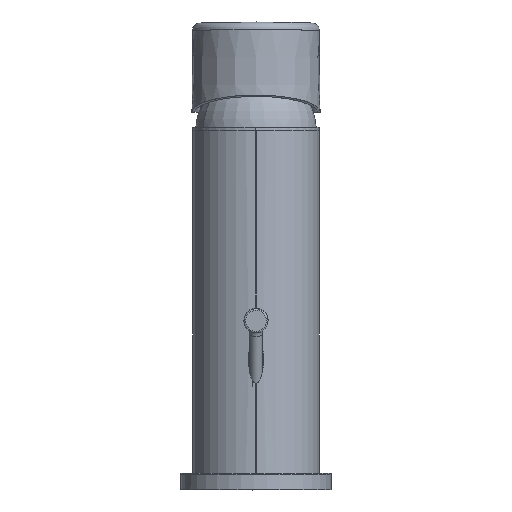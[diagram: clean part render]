
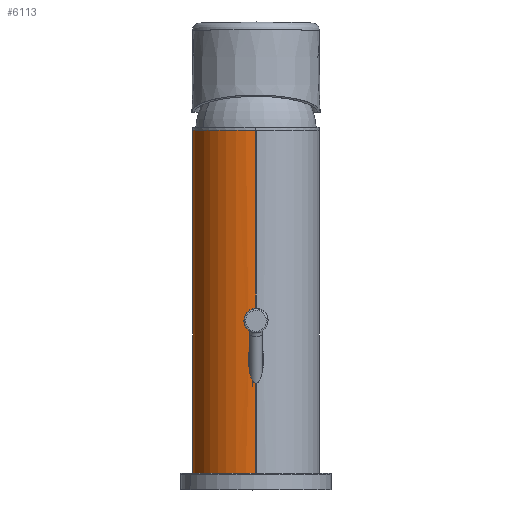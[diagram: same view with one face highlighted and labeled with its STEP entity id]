
A CAD part, left-side view. The second image highlights one B-rep face of the part: STEP entity #6113.
In plain terms, the highlighted cylindrical face has radius 21 mm (diameter 42 mm), a partial arc.
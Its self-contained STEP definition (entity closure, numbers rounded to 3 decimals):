
#6004=CARTESIAN_POINT('Axis2P3D Location',(0.,0.,58.011)) ;
#6010=CARTESIAN_POINT('Control Point',(-21.,0.,46.614)) ;
#6011=CARTESIAN_POINT('Control Point',(-21.,0.,114.)) ;
#6012=CARTESIAN_POINT('Vertex',(-21.,0.,46.614)) ;
#6014=CARTESIAN_POINT('Vertex',(-21.,0.,114.)) ;
#6017=CARTESIAN_POINT('Axis2P3D Location',(0.,0.,114.)) ;
#6021=CARTESIAN_POINT('Vertex',(1.041,20.974,114.)) ;
#6024=CARTESIAN_POINT('Line Origine',(1.041,20.974,57.)) ;
#6028=CARTESIAN_POINT('Vertex',(1.041,20.974,53.517)) ;
#6031=CARTESIAN_POINT('Line Origine',(1.041,20.974,57.)) ;
#6035=CARTESIAN_POINT('Vertex',(1.041,20.974,53.01)) ;
#6038=CARTESIAN_POINT('Line Origine',(1.041,20.974,57.)) ;
#6042=CARTESIAN_POINT('Vertex',(1.041,20.974,53.)) ;
#6045=CARTESIAN_POINT('Line Origine',(1.041,20.974,57.)) ;
#6049=CARTESIAN_POINT('Vertex',(1.041,20.974,0.)) ;
#6052=CARTESIAN_POINT('Axis2P3D Location',(0.,0.,0.)) ;
#6056=CARTESIAN_POINT('Vertex',(-21.,0.,0.)) ;
#6060=CARTESIAN_POINT('Control Point',(-21.,0.,0.)) ;
#6061=CARTESIAN_POINT('Control Point',(-21.,0.,29.986)) ;
#6062=CARTESIAN_POINT('Vertex',(-21.,0.,29.986)) ;
#6066=CARTESIAN_POINT('Control Point',(-21.,0.,29.986)) ;
#6067=CARTESIAN_POINT('Control Point',(-21.,0.314,29.986)) ;
#6068=CARTESIAN_POINT('Control Point',(-20.994,0.627,30.142)) ;
#6069=CARTESIAN_POINT('Control Point',(-20.984,0.84,30.38)) ;
#6070=CARTESIAN_POINT('Control Point',(-20.975,1.035,30.628)) ;
#6071=CARTESIAN_POINT('Control Point',(-20.966,1.199,30.895)) ;
#6072=CARTESIAN_POINT('Vertex',(-20.966,1.199,30.895)) ;
#6076=CARTESIAN_POINT('Control Point',(-21.,0.,46.614)) ;
#6077=CARTESIAN_POINT('Control Point',(-21.,0.122,46.614)) ;
#6078=CARTESIAN_POINT('Control Point',(-20.999,0.244,46.586)) ;
#6079=CARTESIAN_POINT('Control Point',(-20.997,0.356,46.532)) ;
#6080=CARTESIAN_POINT('Control Point',(-20.992,0.632,46.348)) ;
#6081=CARTESIAN_POINT('Control Point',(-20.983,0.846,46.089)) ;
#6082=CARTESIAN_POINT('Control Point',(-20.978,0.963,45.918)) ;
#6083=CARTESIAN_POINT('Control Point',(-20.963,1.265,45.404)) ;
#6084=CARTESIAN_POINT('Control Point',(-20.948,1.488,44.849)) ;
#6085=CARTESIAN_POINT('Control Point',(-20.938,1.614,44.483)) ;
#6086=CARTESIAN_POINT('Control Point',(-20.913,1.921,43.454)) ;
#6087=CARTESIAN_POINT('Control Point',(-20.892,2.131,42.398)) ;
#6088=CARTESIAN_POINT('Control Point',(-20.881,2.239,41.721)) ;
#6089=CARTESIAN_POINT('Control Point',(-20.86,2.423,40.23)) ;
#6090=CARTESIAN_POINT('Control Point',(-20.85,2.503,38.729)) ;
#6091=CARTESIAN_POINT('Control Point',(-20.849,2.518,37.915)) ;
#6092=CARTESIAN_POINT('Control Point',(-20.852,2.493,36.47)) ;
#6093=CARTESIAN_POINT('Control Point',(-20.867,2.362,35.032)) ;
#6094=CARTESIAN_POINT('Control Point',(-20.876,2.283,34.407)) ;
#6095=CARTESIAN_POINT('Control Point',(-20.896,2.098,33.304)) ;
#6096=CARTESIAN_POINT('Control Point',(-20.923,1.8,32.227)) ;
#6097=CARTESIAN_POINT('Control Point',(-20.937,1.642,31.768)) ;
#6098=CARTESIAN_POINT('Control Point',(-20.951,1.453,31.312)) ;
#6099=CARTESIAN_POINT('Control Point',(-20.966,1.199,30.895)) ;
#6026=VECTOR('Line Direction',#6025,1.) ;
#6033=VECTOR('Line Direction',#6032,1.) ;
#6040=VECTOR('Line Direction',#6039,1.) ;
#6047=VECTOR('Line Direction',#6046,1.) ;
#6005=DIRECTION('Axis2P3D Direction',(0.,0.,-1.)) ;
#6006=DIRECTION('Axis2P3D XDirection',(0.,-1.,0.)) ;
#6018=DIRECTION('Axis2P3D Direction',(0.,0.,-1.)) ;
#6025=DIRECTION('Vector Direction',(0.,0.,-1.)) ;
#6032=DIRECTION('Vector Direction',(0.,0.,-1.)) ;
#6039=DIRECTION('Vector Direction',(0.,0.,-1.)) ;
#6046=DIRECTION('Vector Direction',(0.,0.,-1.)) ;
#6053=DIRECTION('Axis2P3D Direction',(0.,0.,-1.)) ;
#6007=AXIS2_PLACEMENT_3D('Cylinder Axis2P3D',#6004,#6005,#6006) ;
#6019=AXIS2_PLACEMENT_3D('Circle Axis2P3D',#6017,#6018,$) ;
#6054=AXIS2_PLACEMENT_3D('Circle Axis2P3D',#6052,#6053,$) ;
#6027=LINE('Line',#6024,#6026) ;
#6034=LINE('Line',#6031,#6033) ;
#6041=LINE('Line',#6038,#6040) ;
#6048=LINE('Line',#6045,#6047) ;
#6020=CIRCLE('generated circle',#6019,21.) ;
#6055=CIRCLE('generated circle',#6054,21.) ;
#6008=CYLINDRICAL_SURFACE('generated cylinder',#6007,21.) ;
#6016=EDGE_CURVE('',#6013,#6015,#6009,.T.) ;
#6023=EDGE_CURVE('',#6015,#6022,#6020,.T.) ;
#6030=EDGE_CURVE('',#6022,#6029,#6027,.T.) ;
#6037=EDGE_CURVE('',#6029,#6036,#6034,.T.) ;
#6044=EDGE_CURVE('',#6036,#6043,#6041,.T.) ;
#6051=EDGE_CURVE('',#6043,#6050,#6048,.T.) ;
#6058=EDGE_CURVE('',#6050,#6057,#6055,.F.) ;
#6064=EDGE_CURVE('',#6057,#6063,#6059,.T.) ;
#6074=EDGE_CURVE('',#6063,#6073,#6065,.T.) ;
#6100=EDGE_CURVE('',#6073,#6013,#6075,.F.) ;
#6102=ORIENTED_EDGE('',*,*,#6016,.T.) ;
#6103=ORIENTED_EDGE('',*,*,#6023,.T.) ;
#6104=ORIENTED_EDGE('',*,*,#6030,.T.) ;
#6105=ORIENTED_EDGE('',*,*,#6037,.T.) ;
#6106=ORIENTED_EDGE('',*,*,#6044,.T.) ;
#6107=ORIENTED_EDGE('',*,*,#6051,.T.) ;
#6108=ORIENTED_EDGE('',*,*,#6058,.T.) ;
#6109=ORIENTED_EDGE('',*,*,#6064,.T.) ;
#6110=ORIENTED_EDGE('',*,*,#6074,.T.) ;
#6111=ORIENTED_EDGE('',*,*,#6100,.T.) ;
#6101=EDGE_LOOP('',(#6102,#6103,#6104,#6105,#6106,#6107,#6108,#6109,#6110,#6111)) ;
#6013=VERTEX_POINT('',#6012) ;
#6015=VERTEX_POINT('',#6014) ;
#6022=VERTEX_POINT('',#6021) ;
#6029=VERTEX_POINT('',#6028) ;
#6036=VERTEX_POINT('',#6035) ;
#6043=VERTEX_POINT('',#6042) ;
#6050=VERTEX_POINT('',#6049) ;
#6057=VERTEX_POINT('',#6056) ;
#6063=VERTEX_POINT('',#6062) ;
#6073=VERTEX_POINT('',#6072) ;
#6113=ADVANCED_FACE('Superficie.227',(#6112),#6008,.T.) ;
#6009=B_SPLINE_CURVE_WITH_KNOTS('',1,(#6010,#6011),.UNSPECIFIED.,.F.,.U.,(2,2),(-11.136,56.25),.UNSPECIFIED.) ;
#6059=B_SPLINE_CURVE_WITH_KNOTS('',1,(#6060,#6061),.UNSPECIFIED.,.F.,.U.,(2,2),(-57.75,-27.764),.UNSPECIFIED.) ;
#6065=B_SPLINE_CURVE_WITH_KNOTS('',5,(#6066,#6067,#6068,#6069,#6070,#6071),.UNSPECIFIED.,.F.,.U.,(6,6),(0.,2.22),.UNSPECIFIED.) ;
#6075=B_SPLINE_CURVE_WITH_KNOTS('',5,(#6076,#6077,#6078,#6079,#6080,#6081,#6082,#6083,#6084,#6085,#6086,#6087,#6088,#6089,#6090,#6091,#6092,#6093,#6094,#6095,#6096,#6097,#6098,#6099),.UNSPECIFIED.,.F.,.U.,(6,3,3,3,3,3,3,6),(0.,0.862,2.332,5.073,9.927,15.691,20.138,23.588),.UNSPECIFIED.) ;
#6112=FACE_OUTER_BOUND('',#6101,.T.) ;
